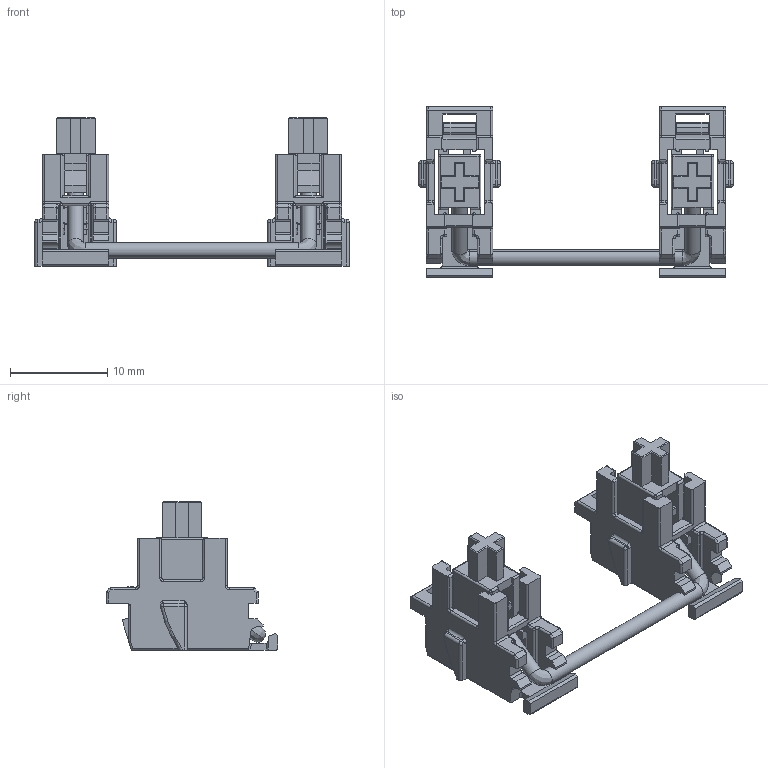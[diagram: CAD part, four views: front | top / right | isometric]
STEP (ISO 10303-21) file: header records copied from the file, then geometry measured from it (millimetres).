
FILE_DESCRIPTION(/* description */ ('NOT SPECIFIED'),/* implementation_level */ '2;1');
FILE_NAME(/* name */ 'stabilizzatore.step',/* time_stamp */ '2025-07-11T14:42:31+02:00',/* author */ (''),/* organization */ (''),/* preprocessor_version */ 'ST-DEVELOPER v20.1',/* originating_system */ 'Autodesk Translation Framework v14.10.0.0',/* authorisation */ '');
FILE_SCHEMA (('AUTOMOTIVE_DESIGN { 1 0 10303 214 3 1 1 }'));
Length unit declared in the file: millimetre
Products named in the file (4): AS_TEST_STABIL_ASM; MX_METAL; STABIL_DOWN_MX; STABIL_MX
Assembly tree (5 placements, depth 2):
  AS_TEST_STABIL_ASM
    STABIL_DOWN_MX  x2
    STABIL_MX  x2
    MX_METAL
Bounding box: 32.3 x 17.6 x 15.2 mm (x, y, z)
Volume: 1075.3 mm3; surface area: 2647.5 mm2
Topology: 5 solids, 5 shells, 704 faces, 1876 edges, 1160 vertices
Faces by surface type: plane 360, cylinder 266, torus 44, sphere 20, bspline 14
Entity records: 11822 total; most frequent: CARTESIAN_POINT 2748, ORIENTED_EDGE 1898, DIRECTION 1874, EDGE_CURVE 949, LINE 658, VECTOR 658, AXIS2_PLACEMENT_3D 608, VERTEX_POINT 586
